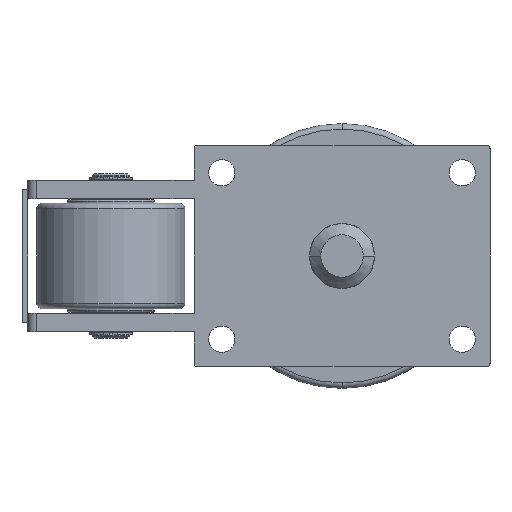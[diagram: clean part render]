
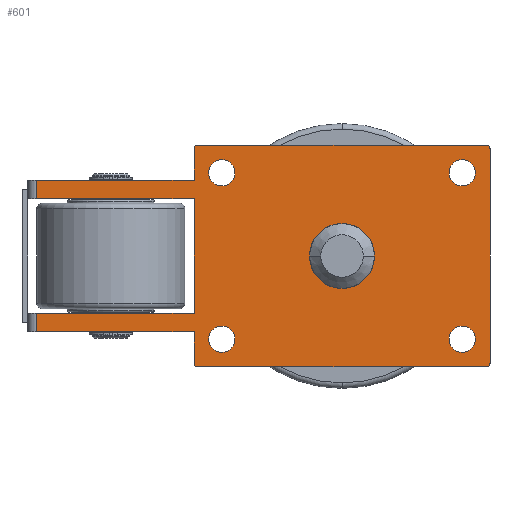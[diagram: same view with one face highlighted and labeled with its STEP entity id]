
A CAD part, left-side view. The second image highlights one B-rep face of the part: STEP entity #601.
In plain terms, the highlighted planar face has unit normal (-1, 0, 0).
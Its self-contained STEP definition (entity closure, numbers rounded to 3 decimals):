
#601=ADVANCED_FACE('',(#1420,#1421,#1422,#1423,#1424,#1425),#1426,.F.);
#1420=FACE_OUTER_BOUND('',#2478,.T.);
#1421=FACE_BOUND('',#2479,.T.);
#1422=FACE_BOUND('',#2480,.T.);
#1423=FACE_BOUND('',#2481,.T.);
#1424=FACE_BOUND('',#2482,.T.);
#1425=FACE_BOUND('',#2483,.T.);
#1426=PLANE('',#2484);
#2478=EDGE_LOOP('',(#4305,#4306,#4307,#4308,#4309,#4310,#4311,#4312,#4313,#4314,#4315,#4316,#4317,#4318,#4319,#4320));
#2479=EDGE_LOOP('',(#4321,#4322));
#2480=EDGE_LOOP('',(#4323,#4324));
#2481=EDGE_LOOP('',(#4325,#4326));
#2482=EDGE_LOOP('',(#4327,#4328));
#2483=EDGE_LOOP('',(#4329,#4330));
#2484=AXIS2_PLACEMENT_3D('',#4331,#4332,#4333);
#4305=ORIENTED_EDGE('',*,*,#6569,.F.);
#4306=ORIENTED_EDGE('',*,*,#6601,.T.);
#4307=ORIENTED_EDGE('',*,*,#6629,.T.);
#4308=ORIENTED_EDGE('',*,*,#6630,.F.);
#4309=ORIENTED_EDGE('',*,*,#6631,.F.);
#4310=ORIENTED_EDGE('',*,*,#6632,.T.);
#4311=ORIENTED_EDGE('',*,*,#6633,.F.);
#4312=ORIENTED_EDGE('',*,*,#6634,.T.);
#4313=ORIENTED_EDGE('',*,*,#6635,.F.);
#4314=ORIENTED_EDGE('',*,*,#6636,.T.);
#4315=ORIENTED_EDGE('',*,*,#6637,.F.);
#4316=ORIENTED_EDGE('',*,*,#6638,.T.);
#4317=ORIENTED_EDGE('',*,*,#6639,.F.);
#4318=ORIENTED_EDGE('',*,*,#6623,.T.);
#4319=ORIENTED_EDGE('',*,*,#6640,.T.);
#4320=ORIENTED_EDGE('',*,*,#6576,.F.);
#4321=ORIENTED_EDGE('',*,*,#6211,.F.);
#4322=ORIENTED_EDGE('',*,*,#6641,.F.);
#4323=ORIENTED_EDGE('',*,*,#6642,.F.);
#4324=ORIENTED_EDGE('',*,*,#6197,.F.);
#4325=ORIENTED_EDGE('',*,*,#6643,.F.);
#4326=ORIENTED_EDGE('',*,*,#6192,.F.);
#4327=ORIENTED_EDGE('',*,*,#6644,.F.);
#4328=ORIENTED_EDGE('',*,*,#6187,.F.);
#4329=ORIENTED_EDGE('',*,*,#6645,.F.);
#4330=ORIENTED_EDGE('',*,*,#6182,.F.);
#4331=CARTESIAN_POINT('',(0.0,0.0,0.0));
#4332=DIRECTION('',(1.0,0.,0.0));
#4333=DIRECTION('',(0.,-1.0,0.0));
#6182=EDGE_CURVE('',#7396,#7392,#7398,.T.);
#6187=EDGE_CURVE('',#7405,#7401,#7407,.T.);
#6192=EDGE_CURVE('',#7414,#7410,#7416,.T.);
#6197=EDGE_CURVE('',#7423,#7419,#7425,.T.);
#6211=EDGE_CURVE('',#7447,#7443,#7449,.T.);
#6569=EDGE_CURVE('',#7974,#7972,#7976,.T.);
#6576=EDGE_CURVE('',#7972,#7988,#7989,.T.);
#6601=EDGE_CURVE('',#7974,#8027,#8029,.T.);
#6623=EDGE_CURVE('',#8059,#8060,#8061,.T.);
#6629=EDGE_CURVE('',#8027,#8067,#8068,.T.);
#6630=EDGE_CURVE('',#8069,#8067,#8070,.T.);
#6631=EDGE_CURVE('',#8071,#8069,#8072,.T.);
#6632=EDGE_CURVE('',#8071,#8073,#8074,.T.);
#6633=EDGE_CURVE('',#8075,#8073,#8076,.T.);
#6634=EDGE_CURVE('',#8075,#8077,#8078,.T.);
#6635=EDGE_CURVE('',#8079,#8077,#8080,.T.);
#6636=EDGE_CURVE('',#8079,#8081,#8082,.T.);
#6637=EDGE_CURVE('',#8083,#8081,#8084,.T.);
#6638=EDGE_CURVE('',#8083,#8085,#8086,.T.);
#6639=EDGE_CURVE('',#8059,#8085,#8087,.T.);
#6640=EDGE_CURVE('',#8060,#7988,#8088,.T.);
#6641=EDGE_CURVE('',#7443,#7447,#8089,.T.);
#6642=EDGE_CURVE('',#7419,#7423,#8090,.T.);
#6643=EDGE_CURVE('',#7410,#7414,#8091,.T.);
#6644=EDGE_CURVE('',#7401,#7405,#8092,.T.);
#6645=EDGE_CURVE('',#7392,#7396,#8093,.T.);
#7392=VERTEX_POINT('',#9100);
#7396=VERTEX_POINT('',#9105);
#7398=CIRCLE('',#9108,7.1);
#7401=VERTEX_POINT('',#9111);
#7405=VERTEX_POINT('',#9116);
#7407=CIRCLE('',#9119,7.1);
#7410=VERTEX_POINT('',#9122);
#7414=VERTEX_POINT('',#9127);
#7416=CIRCLE('',#9130,7.1);
#7419=VERTEX_POINT('',#9133);
#7423=VERTEX_POINT('',#9138);
#7425=CIRCLE('',#9141,7.1);
#7443=VERTEX_POINT('',#9163);
#7447=VERTEX_POINT('',#9168);
#7449=CIRCLE('',#9171,17.55);
#7972=VERTEX_POINT('',#9778);
#7974=VERTEX_POINT('',#9781);
#7976=LINE('',#9784,#9785);
#7988=VERTEX_POINT('',#9801);
#7989=LINE('',#9802,#9803);
#8027=VERTEX_POINT('',#9858);
#8029=LINE('',#9860,#9861);
#8059=VERTEX_POINT('',#9902);
#8060=VERTEX_POINT('',#9903);
#8061=LINE('',#9904,#9905);
#8067=VERTEX_POINT('',#9913);
#8068=LINE('',#9914,#9915);
#8069=VERTEX_POINT('',#9916);
#8070=LINE('',#9917,#9918);
#8071=VERTEX_POINT('',#9919);
#8072=LINE('',#9920,#9921);
#8073=VERTEX_POINT('',#9922);
#8074=CIRCLE('',#9923,2.0);
#8075=VERTEX_POINT('',#9924);
#8076=LINE('',#9925,#9926);
#8077=VERTEX_POINT('',#9927);
#8078=CIRCLE('',#9928,2.0);
#8079=VERTEX_POINT('',#9929);
#8080=LINE('',#9930,#9931);
#8081=VERTEX_POINT('',#9932);
#8082=CIRCLE('',#9933,2.0);
#8083=VERTEX_POINT('',#9934);
#8084=LINE('',#9935,#9936);
#8085=VERTEX_POINT('',#9937);
#8086=CIRCLE('',#9938,2.0);
#8087=LINE('',#9939,#9940);
#8088=LINE('',#9941,#9942);
#8089=CIRCLE('',#9943,17.55);
#8090=CIRCLE('',#9944,7.1);
#8091=CIRCLE('',#9945,7.1);
#8092=CIRCLE('',#9946,7.1);
#8093=CIRCLE('',#9947,7.1);
#9100=CARTESIAN_POINT('',(0.,72.1,-45.0));
#9105=CARTESIAN_POINT('',(0.,57.9,-45.0));
#9108=AXIS2_PLACEMENT_3D('',#11089,#11090,#11091);
#9111=CARTESIAN_POINT('',(0.,-57.9,-45.0));
#9116=CARTESIAN_POINT('',(0.,-72.1,-45.0));
#9119=AXIS2_PLACEMENT_3D('',#11097,#11098,#11099);
#9122=CARTESIAN_POINT('',(0.,72.1,45.0));
#9127=CARTESIAN_POINT('',(0.,57.9,45.0));
#9130=AXIS2_PLACEMENT_3D('',#11105,#11106,#11107);
#9133=CARTESIAN_POINT('',(0.,-57.9,45.0));
#9138=CARTESIAN_POINT('',(0.,-72.1,45.0));
#9141=AXIS2_PLACEMENT_3D('',#11113,#11114,#11115);
#9163=CARTESIAN_POINT('',(0.,17.55,0.));
#9168=CARTESIAN_POINT('',(0.,-17.55,0.0));
#9171=AXIS2_PLACEMENT_3D('',#11134,#11135,#11136);
#9778=CARTESIAN_POINT('',(0.,80.0,31.0));
#9781=CARTESIAN_POINT('',(0.,80.0,-31.0));
#9784=CARTESIAN_POINT('',(0.,80.0,-31.0));
#9785=VECTOR('',#11754,62.0);
#9801=CARTESIAN_POINT('',(0.,165.0,31.0));
#9802=CARTESIAN_POINT('',(0.,80.0,31.0));
#9803=VECTOR('',#11762,85.0);
#9858=CARTESIAN_POINT('',(0.,165.0,-31.0));
#9860=CARTESIAN_POINT('',(0.,80.0,-31.0));
#9861=VECTOR('',#11789,85.0);
#9902=CARTESIAN_POINT('',(0.,80.0,41.0));
#9903=CARTESIAN_POINT('',(0.,165.0,41.0));
#9904=CARTESIAN_POINT('',(0.,80.0,41.0));
#9905=VECTOR('',#11816,85.0);
#9913=CARTESIAN_POINT('',(0.,165.0,-41.0));
#9914=CARTESIAN_POINT('',(0.,165.0,-31.0));
#9915=VECTOR('',#11825,10.0);
#9916=CARTESIAN_POINT('',(0.,80.0,-41.0));
#9917=CARTESIAN_POINT('',(0.,80.0,-41.0));
#9918=VECTOR('',#11826,85.0);
#9919=CARTESIAN_POINT('',(0.,80.0,-58.0));
#9920=CARTESIAN_POINT('',(0.,80.0,-58.0));
#9921=VECTOR('',#11827,17.0);
#9922=CARTESIAN_POINT('',(0.,78.0,-60.0));
#9923=AXIS2_PLACEMENT_3D('',#11828,#11829,#11830);
#9924=CARTESIAN_POINT('',(0.,-78.0,-60.0));
#9925=CARTESIAN_POINT('',(0.,-78.0,-60.0));
#9926=VECTOR('',#11831,156.0);
#9927=CARTESIAN_POINT('',(0.,-80.0,-58.0));
#9928=AXIS2_PLACEMENT_3D('',#11832,#11833,#11834);
#9929=CARTESIAN_POINT('',(0.,-80.0,58.0));
#9930=CARTESIAN_POINT('',(0.,-80.0,58.0));
#9931=VECTOR('',#11835,116.0);
#9932=CARTESIAN_POINT('',(0.,-78.0,60.0));
#9933=AXIS2_PLACEMENT_3D('',#11836,#11837,#11838);
#9934=CARTESIAN_POINT('',(0.,78.0,60.0));
#9935=CARTESIAN_POINT('',(0.,78.0,60.0));
#9936=VECTOR('',#11839,156.0);
#9937=CARTESIAN_POINT('',(0.,80.0,58.0));
#9938=AXIS2_PLACEMENT_3D('',#11840,#11841,#11842);
#9939=CARTESIAN_POINT('',(0.,80.0,41.0));
#9940=VECTOR('',#11843,17.0);
#9941=CARTESIAN_POINT('',(0.,165.0,41.0));
#9942=VECTOR('',#11844,10.0);
#9943=AXIS2_PLACEMENT_3D('',#11845,#11846,#11847);
#9944=AXIS2_PLACEMENT_3D('',#11848,#11849,#11850);
#9945=AXIS2_PLACEMENT_3D('',#11851,#11852,#11853);
#9946=AXIS2_PLACEMENT_3D('',#11854,#11855,#11856);
#9947=AXIS2_PLACEMENT_3D('',#11857,#11858,#11859);
#11089=CARTESIAN_POINT('',(0.,65.0,-45.0));
#11090=DIRECTION('',(-1.0,0.,0.0));
#11091=DIRECTION('',(0.,1.0,0.0));
#11097=CARTESIAN_POINT('',(0.,-65.0,-45.0));
#11098=DIRECTION('',(-1.0,0.,0.0));
#11099=DIRECTION('',(0.,1.0,0.0));
#11105=CARTESIAN_POINT('',(0.,65.0,45.0));
#11106=DIRECTION('',(-1.0,0.,0.0));
#11107=DIRECTION('',(0.,1.0,0.0));
#11113=CARTESIAN_POINT('',(0.,-65.0,45.0));
#11114=DIRECTION('',(-1.0,0.,0.0));
#11115=DIRECTION('',(0.,1.0,0.0));
#11134=CARTESIAN_POINT('',(0.0,0.0,0.0));
#11135=DIRECTION('',(-1.0,0.,0.0));
#11136=DIRECTION('',(0.,1.0,0.0));
#11754=DIRECTION('',(0.0,0.0,1.0));
#11762=DIRECTION('',(0.,1.0,0.0));
#11789=DIRECTION('',(0.,1.0,0.0));
#11816=DIRECTION('',(0.,1.0,0.0));
#11825=DIRECTION('',(0.0,0.0,-1.0));
#11826=DIRECTION('',(0.,1.0,0.0));
#11827=DIRECTION('',(0.0,0.0,1.0));
#11828=CARTESIAN_POINT('',(0.,78.0,-58.0));
#11829=DIRECTION('',(-1.0,0.,0.0));
#11830=DIRECTION('',(0.,1.0,0.0));
#11831=DIRECTION('',(0.,1.0,0.0));
#11832=CARTESIAN_POINT('',(0.,-78.0,-58.0));
#11833=DIRECTION('',(-1.0,0.,-0.0));
#11834=DIRECTION('',(0.0,0.0,-1.0));
#11835=DIRECTION('',(0.0,0.0,-1.0));
#11836=CARTESIAN_POINT('',(0.,-78.0,58.0));
#11837=DIRECTION('',(-1.0,0.,0.0));
#11838=DIRECTION('',(0.,-1.0,0.0));
#11839=DIRECTION('',(0.,-1.0,0.0));
#11840=CARTESIAN_POINT('',(0.,78.0,58.0));
#11841=DIRECTION('',(-1.0,0.,0.0));
#11842=DIRECTION('',(0.0,0.0,1.0));
#11843=DIRECTION('',(0.0,0.0,1.0));
#11844=DIRECTION('',(0.0,0.0,-1.0));
#11845=CARTESIAN_POINT('',(0.0,0.0,0.0));
#11846=DIRECTION('',(-1.0,0.,0.0));
#11847=DIRECTION('',(0.,1.0,0.0));
#11848=CARTESIAN_POINT('',(0.,-65.0,45.0));
#11849=DIRECTION('',(-1.0,0.,0.0));
#11850=DIRECTION('',(0.,1.0,0.0));
#11851=CARTESIAN_POINT('',(0.,65.0,45.0));
#11852=DIRECTION('',(-1.0,0.,0.0));
#11853=DIRECTION('',(0.,1.0,0.0));
#11854=CARTESIAN_POINT('',(0.,-65.0,-45.0));
#11855=DIRECTION('',(-1.0,0.,0.0));
#11856=DIRECTION('',(0.,1.0,0.0));
#11857=CARTESIAN_POINT('',(0.,65.0,-45.0));
#11858=DIRECTION('',(-1.0,0.,0.0));
#11859=DIRECTION('',(0.,1.0,0.0));
